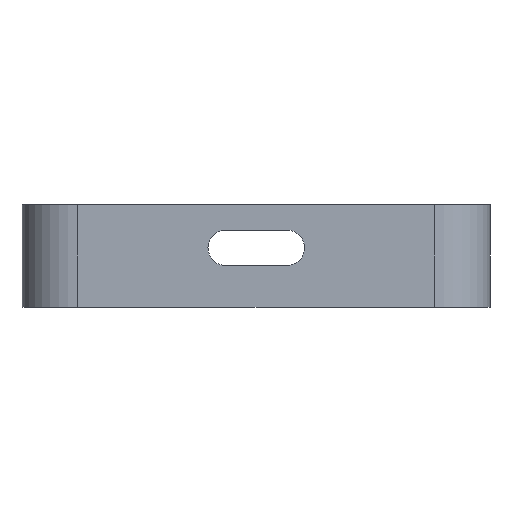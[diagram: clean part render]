
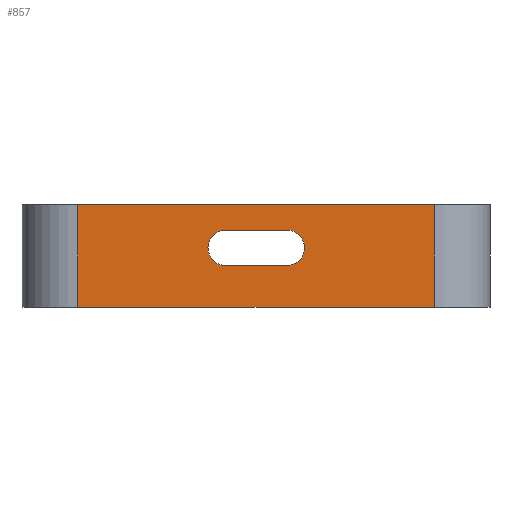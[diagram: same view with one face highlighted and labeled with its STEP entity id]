
A CAD part, left-side view. The second image highlights one B-rep face of the part: STEP entity #857.
In plain terms, the highlighted planar face has unit normal (-1, 0, 0).
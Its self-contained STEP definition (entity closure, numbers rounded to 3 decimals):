
#76 = VERTEX_POINT ( 'NONE', #3870 ) ;
#110 = DIRECTION ( 'NONE',  ( 0., 1., 0. ) ) ;
#198 = EDGE_CURVE ( 'NONE', #4907, #2940, #2324, .T. ) ;
#370 = CARTESIAN_POINT ( 'NONE',  ( 105.5, -88., -4.1 ) ) ;
#563 = DIRECTION ( 'NONE',  ( -1., 0., 0. ) ) ;
#566 = VECTOR ( 'NONE', #3428, 1000. ) ;
#571 = AXIS2_PLACEMENT_3D ( 'NONE', #1444, #1954, #3893 ) ;
#732 = VECTOR ( 'NONE', #4646, 1000. ) ;
#739 = ORIENTED_EDGE ( 'NONE', *, *, #1827, .T. ) ;
#849 = EDGE_CURVE ( 'NONE', #1037, #2673, #4856, .T. ) ;
#857 = ADVANCED_FACE ( 'NONE', ( #4829, #984 ), #2848, .T. ) ;
#958 = EDGE_CURVE ( 'NONE', #2183, #1564, #4576, .T. ) ;
#984 = FACE_OUTER_BOUND ( 'NONE', #1103, .T. ) ;
#1037 = VERTEX_POINT ( 'NONE', #1831 ) ;
#1103 = EDGE_LOOP ( 'NONE', ( #4574, #3639, #1274, #1858 ) ) ;
#1136 = DIRECTION ( 'NONE',  ( 1., 0., 0. ) ) ;
#1149 = VECTOR ( 'NONE', #2438, 1000. ) ;
#1166 = CARTESIAN_POINT ( 'NONE',  ( 105.5, -102.525, 0. ) ) ;
#1266 = LINE ( 'NONE', #2836, #3455 ) ;
#1274 = ORIENTED_EDGE ( 'NONE', *, *, #198, .F. ) ;
#1299 = LINE ( 'NONE', #3574, #1149 ) ;
#1300 = AXIS2_PLACEMENT_3D ( 'NONE', #4062, #1972, #2773 ) ;
#1304 = CARTESIAN_POINT ( 'NONE',  ( 105.5, -123., -4.1 ) ) ;
#1342 = CARTESIAN_POINT ( 'NONE',  ( 105.5, -88., 6. ) ) ;
#1352 = ORIENTED_EDGE ( 'NONE', *, *, #2244, .T. ) ;
#1444 = CARTESIAN_POINT ( 'NONE',  ( 105.5, -102.525, 1.75 ) ) ;
#1472 = CIRCLE ( 'NONE', #1300, 1.75 ) ;
#1519 = CARTESIAN_POINT ( 'NONE',  ( 105.5, -102.525, 1.75 ) ) ;
#1564 = VERTEX_POINT ( 'NONE', #3794 ) ;
#1677 = CARTESIAN_POINT ( 'NONE',  ( 105.5, -123., 6. ) ) ;
#1719 = CIRCLE ( 'NONE', #571, 1.75 ) ;
#1827 = EDGE_CURVE ( 'NONE', #3567, #76, #3779, .T. ) ;
#1831 = CARTESIAN_POINT ( 'NONE',  ( 105.5, -123., -4.1 ) ) ;
#1858 = ORIENTED_EDGE ( 'NONE', *, *, #3617, .T. ) ;
#1931 = DIRECTION ( 'NONE',  ( 0., 0., 1. ) ) ;
#1954 = DIRECTION ( 'NONE',  ( 1., 0., 0. ) ) ;
#1972 = DIRECTION ( 'NONE',  ( 1., 0., 0. ) ) ;
#2183 = VERTEX_POINT ( 'NONE', #2297 ) ;
#2244 = EDGE_CURVE ( 'NONE', #76, #2183, #1719, .T. ) ;
#2297 = CARTESIAN_POINT ( 'NONE',  ( 105.5, -102.525, 3.5 ) ) ;
#2324 = LINE ( 'NONE', #370, #2780 ) ;
#2438 = DIRECTION ( 'NONE',  ( 0., -1., 0. ) ) ;
#2673 = VERTEX_POINT ( 'NONE', #1677 ) ;
#2705 = DIRECTION ( 'NONE',  ( 0., 1., 0. ) ) ;
#2764 = EDGE_LOOP ( 'NONE', ( #4687, #2997, #739, #1352, #3275 ) ) ;
#2773 = DIRECTION ( 'NONE',  ( 0., 1., 0. ) ) ;
#2780 = VECTOR ( 'NONE', #1931, 1000. ) ;
#2834 = CARTESIAN_POINT ( 'NONE',  ( 105.5, -88., -4.1 ) ) ;
#2836 = CARTESIAN_POINT ( 'NONE',  ( 105.5, -108.525, 0. ) ) ;
#2848 = PLANE ( 'NONE',  #4858 ) ;
#2913 = VERTEX_POINT ( 'NONE', #3166 ) ;
#2940 = VERTEX_POINT ( 'NONE', #1342 ) ;
#2997 = ORIENTED_EDGE ( 'NONE', *, *, #3407, .T. ) ;
#3042 = AXIS2_PLACEMENT_3D ( 'NONE', #1519, #1136, #2705 ) ;
#3166 = CARTESIAN_POINT ( 'NONE',  ( 105.5, -108.525, 0. ) ) ;
#3275 = ORIENTED_EDGE ( 'NONE', *, *, #958, .T. ) ;
#3407 = EDGE_CURVE ( 'NONE', #2913, #3567, #1266, .T. ) ;
#3428 = DIRECTION ( 'NONE',  ( 0., -1., 0. ) ) ;
#3455 = VECTOR ( 'NONE', #110, 1000. ) ;
#3567 = VERTEX_POINT ( 'NONE', #1166 ) ;
#3574 = CARTESIAN_POINT ( 'NONE',  ( 105.5, -88., 6. ) ) ;
#3617 = EDGE_CURVE ( 'NONE', #4907, #1037, #3928, .T. ) ;
#3639 = ORIENTED_EDGE ( 'NONE', *, *, #3871, .F. ) ;
#3678 = EDGE_CURVE ( 'NONE', #1564, #2913, #1472, .T. ) ;
#3779 = CIRCLE ( 'NONE', #3042, 1.75 ) ;
#3794 = CARTESIAN_POINT ( 'NONE',  ( 105.5, -108.525, 3.5 ) ) ;
#3813 = CARTESIAN_POINT ( 'NONE',  ( 105.5, -108.525, 3.5 ) ) ;
#3856 = VECTOR ( 'NONE', #4887, 1000. ) ;
#3870 = CARTESIAN_POINT ( 'NONE',  ( 105.5, -100.775, 1.75 ) ) ;
#3871 = EDGE_CURVE ( 'NONE', #2940, #2673, #1299, .T. ) ;
#3893 = DIRECTION ( 'NONE',  ( 0., 1., 0. ) ) ;
#3928 = LINE ( 'NONE', #5087, #732 ) ;
#4062 = CARTESIAN_POINT ( 'NONE',  ( 105.5, -108.525, 1.75 ) ) ;
#4574 = ORIENTED_EDGE ( 'NONE', *, *, #849, .T. ) ;
#4576 = LINE ( 'NONE', #3813, #566 ) ;
#4646 = DIRECTION ( 'NONE',  ( 0., -1., 0. ) ) ;
#4687 = ORIENTED_EDGE ( 'NONE', *, *, #3678, .T. ) ;
#4829 = FACE_BOUND ( 'NONE', #2764, .T. ) ;
#4856 = LINE ( 'NONE', #1304, #3856 ) ;
#4858 = AXIS2_PLACEMENT_3D ( 'NONE', #4946, #563, #4920 ) ;
#4887 = DIRECTION ( 'NONE',  ( 0., 0., 1. ) ) ;
#4907 = VERTEX_POINT ( 'NONE', #2834 ) ;
#4920 = DIRECTION ( 'NONE',  ( 0., -1., 0. ) ) ;
#4946 = CARTESIAN_POINT ( 'NONE',  ( 105.5, -123., -4.1 ) ) ;
#5087 = CARTESIAN_POINT ( 'NONE',  ( 105.5, -123., -4.1 ) ) ;
